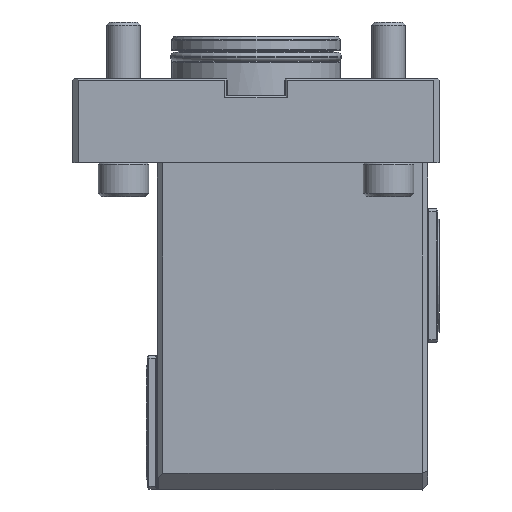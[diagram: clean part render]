
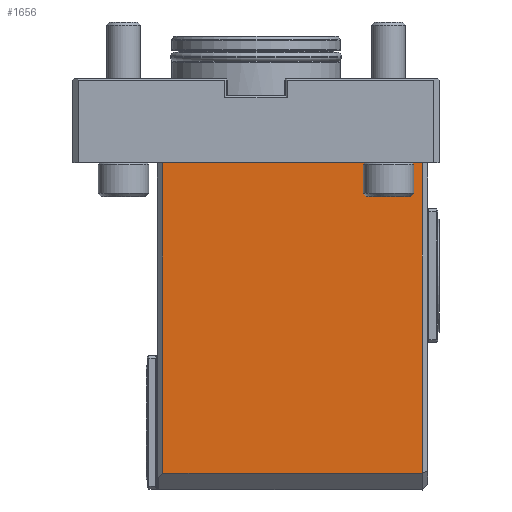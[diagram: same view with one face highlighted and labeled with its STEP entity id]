
A CAD part, front view. The second image highlights one B-rep face of the part: STEP entity #1656.
In plain terms, the highlighted planar face has unit normal (0, -1, 0).
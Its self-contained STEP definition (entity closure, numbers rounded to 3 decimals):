
#509=LINE('',#9486,#973);
#548=LINE('',#9591,#1012);
#549=LINE('',#9593,#1013);
#550=LINE('',#9595,#1014);
#973=VECTOR('',#7343,1.);
#1012=VECTOR('',#7452,1.);
#1013=VECTOR('',#7455,1.);
#1014=VECTOR('',#7456,1.);
#1656=ADVANCED_FACE('',(#2163),#1913,.F.);
#1913=PLANE('',#5987);
#2163=FACE_OUTER_BOUND('',#2545,.T.);
#2545=EDGE_LOOP('',(#3929,#3930,#3931,#3932));
#3929=ORIENTED_EDGE('',*,*,#5236,.T.);
#3930=ORIENTED_EDGE('',*,*,#5184,.T.);
#3931=ORIENTED_EDGE('',*,*,#5235,.T.);
#3932=ORIENTED_EDGE('',*,*,#5237,.F.);
#4489=VERTEX_POINT('',#9478);
#4493=VERTEX_POINT('',#9485);
#4524=VERTEX_POINT('',#9590);
#4525=VERTEX_POINT('',#9594);
#5184=EDGE_CURVE('',#4489,#4493,#509,.T.);
#5235=EDGE_CURVE('',#4493,#4524,#548,.T.);
#5236=EDGE_CURVE('',#4525,#4489,#549,.T.);
#5237=EDGE_CURVE('',#4525,#4524,#550,.T.);
#5987=AXIS2_PLACEMENT_3D('',#9596,#7457,#7458);
#7343=DIRECTION('',(1.,0.,0.));
#7452=DIRECTION('',(0.,0.,1.));
#7455=DIRECTION('',(0.,0.,-1.));
#7456=DIRECTION('',(1.,0.,0.));
#7457=DIRECTION('',(0.,1.,0.));
#7458=DIRECTION('',(0.,0.,-1.));
#9478=CARTESIAN_POINT('',(-33.,-32.,-140.));
#9485=CARTESIAN_POINT('',(59.,-32.,-140.));
#9486=CARTESIAN_POINT('',(61.,-32.,-140.));
#9590=CARTESIAN_POINT('',(59.,-32.,-30.));
#9591=CARTESIAN_POINT('',(59.,-32.,-160.));
#9593=CARTESIAN_POINT('',(-33.,-32.,-140.));
#9594=CARTESIAN_POINT('',(-33.,-32.,-30.));
#9595=CARTESIAN_POINT('',(-171.732,-32.,-30.));
#9596=CARTESIAN_POINT('',(-171.732,-32.,-160.));
